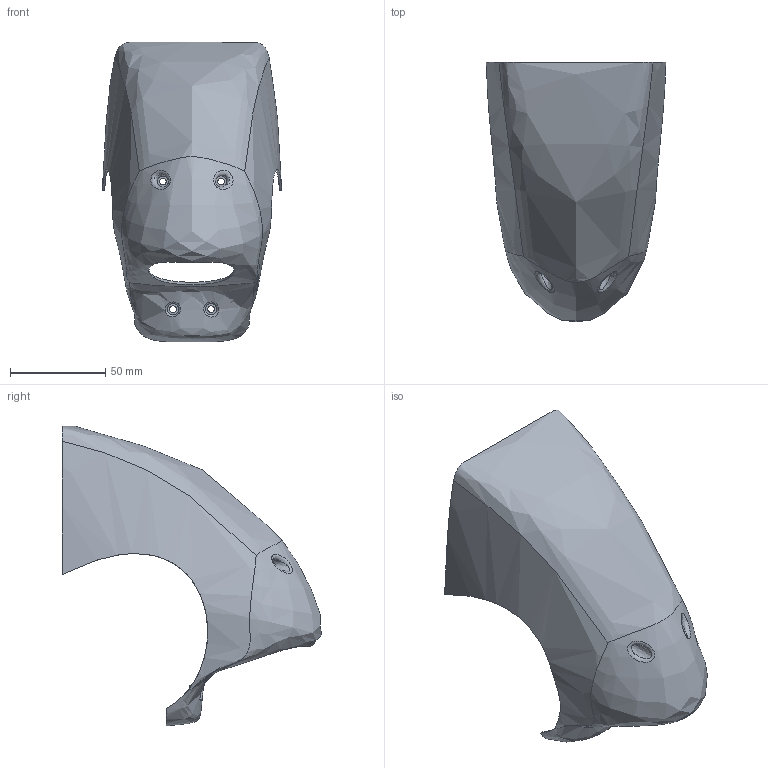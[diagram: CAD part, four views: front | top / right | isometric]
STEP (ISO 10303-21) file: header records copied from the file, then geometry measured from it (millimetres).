
FILE_DESCRIPTION(/* description */ (''),/* implementation_level */ '2;1');
FILE_NAME(/* name */ 'Nose Fairing.step',/* time_stamp */ '2016-10-15T17:35:56+11:00',/* author */ (''),/* organization */ (''),/* preprocessor_version */ 'ST-DEVELOPER v16.5',/* originating_system */ 'Autodesk Translation Framework v5.2.0.2031',/* authorisation */ '');
FILE_SCHEMA (('AUTOMOTIVE_DESIGN { 1 0 10303 214 3 1 1 }'));
Length unit declared in the file: centimetre
Products named in the file (2): Nose Fairing v15; Nose Fairing
Assembly tree (1 placements, depth 2):
  Nose Fairing v15
    Nose Fairing
Bounding box: 94.37 x 136.34 x 157.74 mm (x, y, z)
Volume: 38728.1 mm3; surface area: 65240.1 mm2
Topology: 1 solids, 1 shells, 101 faces, 291 edges, 208 vertices
Faces by surface type: bspline 46, plane 31, cylinder 18, cone 6
Full cylindrical faces by diameter (mm): 3.5 x5, 6 x2, 8 x4, 45 x1
Entity records: 11644 total; most frequent: CARTESIAN_POINT 9436, ORIENTED_EDGE 542, DIRECTION 292, EDGE_CURVE 271, VERTEX_POINT 200, B_SPLINE_CURVE_WITH_KNOTS 141, EDGE_LOOP 139, AXIS2_PLACEMENT_3D 138
